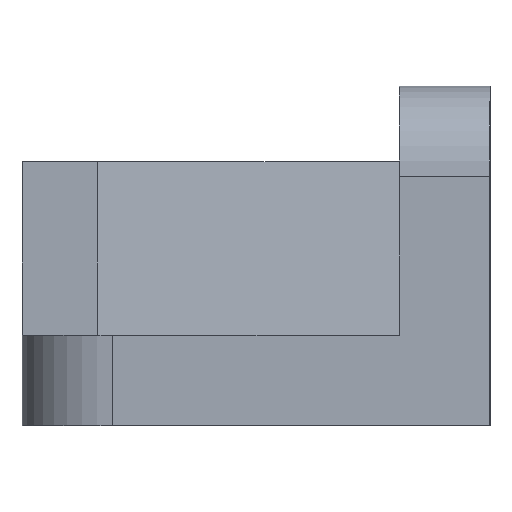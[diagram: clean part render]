
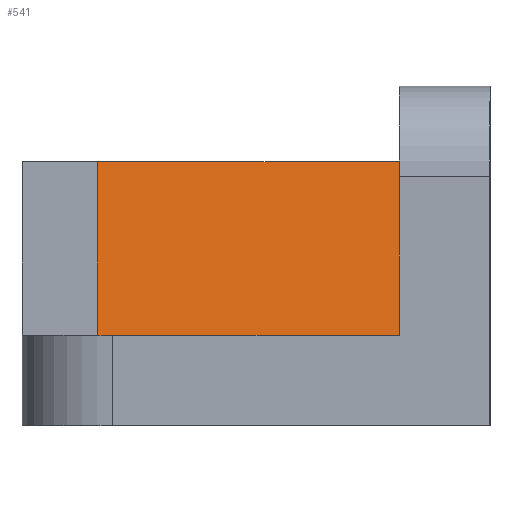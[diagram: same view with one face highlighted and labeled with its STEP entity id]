
A CAD part, left-side view. The second image highlights one B-rep face of the part: STEP entity #541.
In plain terms, the highlighted planar face has unit normal (-0.967, -0.254, 0).
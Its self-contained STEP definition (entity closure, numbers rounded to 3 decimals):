
#42 = DIRECTION ( 'NONE',  ( 0.253, -0.967, 0. ) ) ;
#44 = ORIENTED_EDGE ( 'NONE', *, *, #894, .F. ) ;
#68 = VECTOR ( 'NONE', #42, 1000. ) ;
#69 = DIRECTION ( 'NONE',  ( 0., 0., -1. ) ) ;
#99 = ORIENTED_EDGE ( 'NONE', *, *, #787, .F. ) ;
#165 = CARTESIAN_POINT ( 'NONE',  ( -20.041, 22.822, 35. ) ) ;
#221 = CARTESIAN_POINT ( 'NONE',  ( -20.041, 22.822, 12. ) ) ;
#246 = VERTEX_POINT ( 'NONE', #1073 ) ;
#267 = LINE ( 'NONE', #620, #1063 ) ;
#268 = CARTESIAN_POINT ( 'NONE',  ( -20.041, 22.822, 12. ) ) ;
#280 = DIRECTION ( 'NONE',  ( 0.253, -0.967, 0. ) ) ;
#307 = VERTEX_POINT ( 'NONE', #851 ) ;
#319 = VERTEX_POINT ( 'NONE', #221 ) ;
#447 = EDGE_CURVE ( 'NONE', #548, #319, #968, .T. ) ;
#479 = DIRECTION ( 'NONE',  ( -0.253, 0.967, 0. ) ) ;
#541 = ADVANCED_FACE ( 'NONE', ( #1030 ), #731, .F. ) ;
#548 = VERTEX_POINT ( 'NONE', #849 ) ;
#554 = CARTESIAN_POINT ( 'NONE',  ( -20.041, 22.822, 35. ) ) ;
#620 = CARTESIAN_POINT ( 'NONE',  ( -9.559, -17.178, 35. ) ) ;
#671 = LINE ( 'NONE', #1132, #68 ) ;
#694 = EDGE_LOOP ( 'NONE', ( #704, #44, #99, #1126 ) ) ;
#703 = DIRECTION ( 'NONE',  ( 0., 0., -1. ) ) ;
#704 = ORIENTED_EDGE ( 'NONE', *, *, #984, .T. ) ;
#731 = PLANE ( 'NONE',  #1076 ) ;
#753 = DIRECTION ( 'NONE',  ( 0.967, 0.253, 0. ) ) ;
#759 = VECTOR ( 'NONE', #280, 1000. ) ;
#787 = EDGE_CURVE ( 'NONE', #548, #307, #671, .T. ) ;
#849 = CARTESIAN_POINT ( 'NONE',  ( -20.041, 22.822, 35. ) ) ;
#851 = CARTESIAN_POINT ( 'NONE',  ( -9.559, -17.178, 35. ) ) ;
#894 = EDGE_CURVE ( 'NONE', #307, #246, #267, .T. ) ;
#968 = LINE ( 'NONE', #165, #1129 ) ;
#984 = EDGE_CURVE ( 'NONE', #319, #246, #1061, .T. ) ;
#1030 = FACE_OUTER_BOUND ( 'NONE', #694, .T. ) ;
#1061 = LINE ( 'NONE', #268, #759 ) ;
#1063 = VECTOR ( 'NONE', #69, 1000. ) ;
#1073 = CARTESIAN_POINT ( 'NONE',  ( -9.559, -17.178, 12. ) ) ;
#1076 = AXIS2_PLACEMENT_3D ( 'NONE', #554, #753, #479 ) ;
#1126 = ORIENTED_EDGE ( 'NONE', *, *, #447, .T. ) ;
#1129 = VECTOR ( 'NONE', #703, 1000. ) ;
#1132 = CARTESIAN_POINT ( 'NONE',  ( -20.041, 22.822, 35. ) ) ;
